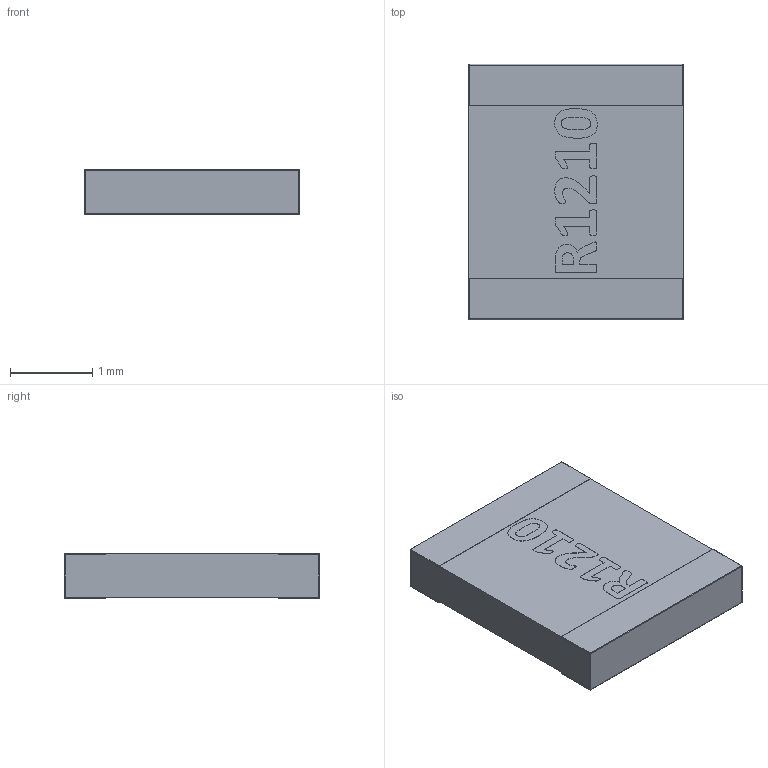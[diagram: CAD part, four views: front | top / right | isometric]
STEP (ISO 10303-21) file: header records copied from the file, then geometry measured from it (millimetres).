
FILE_DESCRIPTION(/* description */ (''),/* implementation_level */ '2;1');
FILE_NAME(/* name */ 'R1210 v2.step',/* time_stamp */ '2023-02-19T15:15:39-05:00',/* author */ (''),/* organization */ (''),/* preprocessor_version */ 'ST-DEVELOPER v19',/* originating_system */ 'Autodesk Translation Framework v11.7.0.108',/* authorisation */ '');
FILE_SCHEMA (('AUTOMOTIVE_DESIGN { 1 0 10303 214 3 1 1 }'));
Length unit declared in the file: millimetre
Products named in the file (1): R1210
Bounding box: 2.6 x 3.1 x 0.55 mm (x, y, z)
Volume: 4.3 mm3; surface area: 22.4 mm2
Topology: 1 solids, 1 shells, 157 faces, 400 edges, 252 vertices
Faces by surface type: plane 64, bspline 49, cylinder 36, torus 8
Entity records: 6921 total; most frequent: CARTESIAN_POINT 3307, ORIENTED_EDGE 800, DIRECTION 528, EDGE_CURVE 400, VERTEX_POINT 252, LINE 246, VECTOR 246, EDGE_LOOP 164
